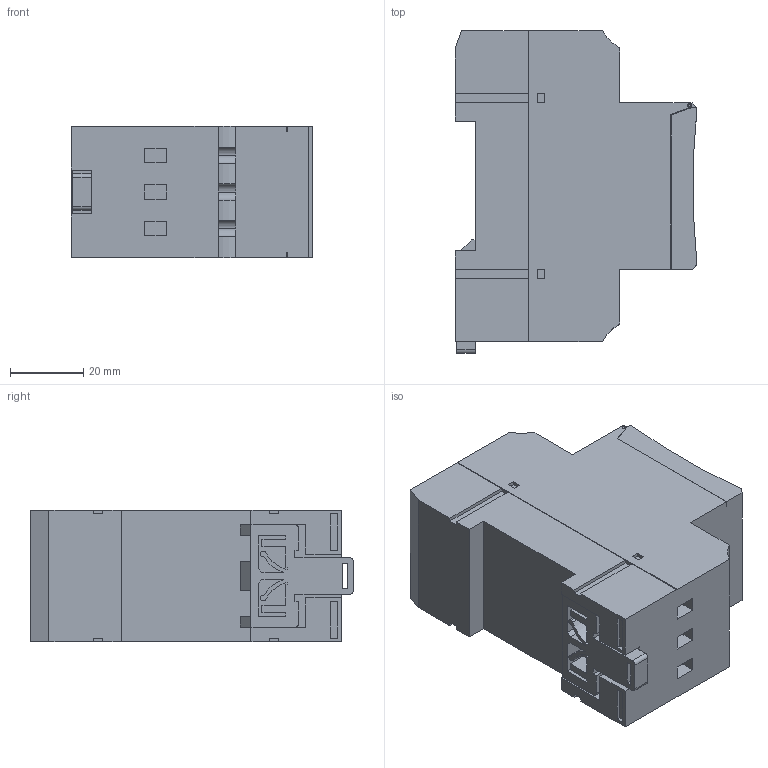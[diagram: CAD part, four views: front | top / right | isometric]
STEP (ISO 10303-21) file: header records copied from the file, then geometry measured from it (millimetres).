
FILE_DESCRIPTION (( 'STEP AP203' ), '1' );
FILE_NAME ('Òàéìåð ýëåêòðîííûé ÒÝ-15 EKF PROxima.STEP', '2016-11-25T12:10:17', ( '' ), ( '' ), 'SwSTEP 2.0', 'SolidWorks 2014', '' );
FILE_SCHEMA (( 'CONFIG_CONTROL_DESIGN' ));
Length unit declared in the file: millimetre
Products named in the file (4): 砯-15; çàìîê3; øëÿïêà âèíòà(01); Òàéìåð ýëåêòðîííûé ÒÝ-15 EKF PROxima
Assembly tree (7 placements, depth 2):
  Òàéìåð ýëåêòðîííûé ÒÝ-15 EKF PROxima
    砯-15
    çàìîê3
    øëÿïêà âèíòà(01)  x5
Bounding box: 66.15 x 88.25 x 36 mm (x, y, z)
Volume: 160387.2 mm3; surface area: 24171.6 mm2
Topology: 7 solids, 7 shells, 355 faces, 943 edges, 618 vertices
Faces by surface type: plane 292, cylinder 63
Entity records: 9501 total; most frequent: CARTESIAN_POINT 1582, ORIENTED_EDGE 1550, DIRECTION 1503, EDGE_CURVE 775, LINE 649, VECTOR 649, VERTEX_POINT 506, AXIS2_PLACEMENT_3D 427
